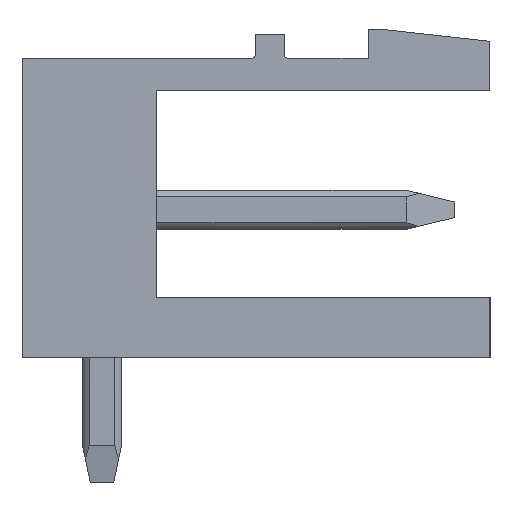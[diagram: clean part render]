
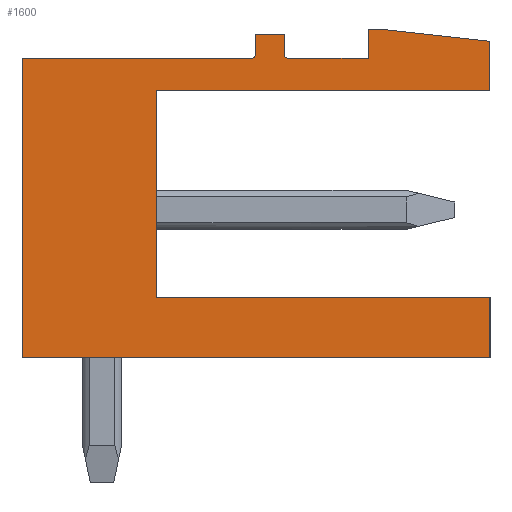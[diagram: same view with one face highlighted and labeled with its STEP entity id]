
A CAD part, left-side view. The second image highlights one B-rep face of the part: STEP entity #1600.
In plain terms, the highlighted planar face has unit normal (-1, 0, 0).
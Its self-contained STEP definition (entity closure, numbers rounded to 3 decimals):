
#380=AXIS2_PLACEMENT_3D('Circle Axis2P3D',#378,#379,$) ;
#511=AXIS2_PLACEMENT_3D('Circle Axis2P3D',#509,#510,$) ;
#1541=AXIS2_PLACEMENT_3D('Plane Axis2P3D',#1538,#1539,#1540) ;
#49=CARTESIAN_POINT('Vertex',(0.,2.8,11.63)) ;
#52=CARTESIAN_POINT('Line Origine',(0.,1.4,11.475)) ;
#56=CARTESIAN_POINT('Vertex',(0.,0.,11.32)) ;
#87=CARTESIAN_POINT('Vertex',(0.,3.12,11.63)) ;
#90=CARTESIAN_POINT('Line Origine',(0.,2.96,11.63)) ;
#314=CARTESIAN_POINT('Vertex',(0.,3.12,10.88)) ;
#317=CARTESIAN_POINT('Line Origine',(0.,3.12,11.255)) ;
#375=CARTESIAN_POINT('Vertex',(0.,5.27,10.98)) ;
#378=CARTESIAN_POINT('Axis2P3D Location',(0.,5.17,10.98)) ;
#382=CARTESIAN_POINT('Vertex',(0.,5.17,10.88)) ;
#413=CARTESIAN_POINT('Vertex',(0.,5.27,11.5)) ;
#416=CARTESIAN_POINT('Line Origine',(0.,5.27,11.24)) ;
#444=CARTESIAN_POINT('Vertex',(0.,6.02,11.5)) ;
#447=CARTESIAN_POINT('Line Origine',(0.,5.645,11.5)) ;
#475=CARTESIAN_POINT('Vertex',(0.,6.02,10.98)) ;
#478=CARTESIAN_POINT('Line Origine',(0.,6.02,11.24)) ;
#506=CARTESIAN_POINT('Vertex',(0.,6.12,10.88)) ;
#509=CARTESIAN_POINT('Axis2P3D Location',(0.,6.12,10.98)) ;
#537=CARTESIAN_POINT('Vertex',(0.,12.,10.88)) ;
#540=CARTESIAN_POINT('Line Origine',(0.,9.06,10.88)) ;
#568=CARTESIAN_POINT('Vertex',(0.,12.,3.2)) ;
#571=CARTESIAN_POINT('Line Origine',(0.,12.,7.04)) ;
#599=CARTESIAN_POINT('Vertex',(0.,0.,3.2)) ;
#602=CARTESIAN_POINT('Line Origine',(0.,6.,3.2)) ;
#1538=CARTESIAN_POINT('Axis2P3D Location',(0.,0.,0.)) ;
#1543=CARTESIAN_POINT('Line Origine',(0.,8.55,7.4)) ;
#1547=CARTESIAN_POINT('Vertex',(0.,8.55,4.74)) ;
#1549=CARTESIAN_POINT('Vertex',(0.,8.55,10.06)) ;
#1552=CARTESIAN_POINT('Line Origine',(0.,4.275,10.06)) ;
#1556=CARTESIAN_POINT('Vertex',(0.,0.,10.06)) ;
#1559=CARTESIAN_POINT('Line Origine',(0.,0.,10.69)) ;
#1564=CARTESIAN_POINT('Line Origine',(0.,4.145,10.88)) ;
#1569=CARTESIAN_POINT('Line Origine',(0.,0.,3.97)) ;
#1573=CARTESIAN_POINT('Vertex',(0.,0.,4.74)) ;
#1576=CARTESIAN_POINT('Line Origine',(0.,4.275,4.74)) ;
#53=DIRECTION('Vector Direction',(0.,0.994,0.11)) ;
#91=DIRECTION('Vector Direction',(0.,-1.,0.)) ;
#318=DIRECTION('Vector Direction',(0.,0.,-1.)) ;
#379=DIRECTION('Axis2P3D Direction',(-1.,0.,0.)) ;
#417=DIRECTION('Vector Direction',(0.,0.,-1.)) ;
#448=DIRECTION('Vector Direction',(0.,1.,0.)) ;
#479=DIRECTION('Vector Direction',(0.,0.,-1.)) ;
#510=DIRECTION('Axis2P3D Direction',(-1.,0.,0.)) ;
#541=DIRECTION('Vector Direction',(0.,1.,0.)) ;
#572=DIRECTION('Vector Direction',(0.,0.,-1.)) ;
#603=DIRECTION('Vector Direction',(0.,1.,0.)) ;
#1539=DIRECTION('Axis2P3D Direction',(-1.,0.,0.)) ;
#1540=DIRECTION('Axis2P3D XDirection',(0.,-1.,0.)) ;
#1544=DIRECTION('Vector Direction',(0.,0.,-1.)) ;
#1553=DIRECTION('Vector Direction',(0.,1.,0.)) ;
#1560=DIRECTION('Vector Direction',(0.,0.,1.)) ;
#1565=DIRECTION('Vector Direction',(0.,1.,0.)) ;
#1570=DIRECTION('Vector Direction',(0.,0.,-1.)) ;
#1577=DIRECTION('Vector Direction',(0.,-1.,0.)) ;
#54=VECTOR('Line Direction',#53,1.) ;
#92=VECTOR('Line Direction',#91,1.) ;
#319=VECTOR('Line Direction',#318,1.) ;
#418=VECTOR('Line Direction',#417,1.) ;
#449=VECTOR('Line Direction',#448,1.) ;
#480=VECTOR('Line Direction',#479,1.) ;
#542=VECTOR('Line Direction',#541,1.) ;
#573=VECTOR('Line Direction',#572,1.) ;
#604=VECTOR('Line Direction',#603,1.) ;
#1545=VECTOR('Line Direction',#1544,1.) ;
#1554=VECTOR('Line Direction',#1553,1.) ;
#1561=VECTOR('Line Direction',#1560,1.) ;
#1566=VECTOR('Line Direction',#1565,1.) ;
#1571=VECTOR('Line Direction',#1570,1.) ;
#1578=VECTOR('Line Direction',#1577,1.) ;
#1582=ORIENTED_EDGE('',*,*,#1551,.T.) ;
#1583=ORIENTED_EDGE('',*,*,#1558,.T.) ;
#1584=ORIENTED_EDGE('',*,*,#1563,.T.) ;
#1585=ORIENTED_EDGE('',*,*,#58,.T.) ;
#1586=ORIENTED_EDGE('',*,*,#94,.T.) ;
#1587=ORIENTED_EDGE('',*,*,#321,.T.) ;
#1588=ORIENTED_EDGE('',*,*,#1568,.T.) ;
#1589=ORIENTED_EDGE('',*,*,#384,.T.) ;
#1590=ORIENTED_EDGE('',*,*,#420,.T.) ;
#1591=ORIENTED_EDGE('',*,*,#451,.T.) ;
#1592=ORIENTED_EDGE('',*,*,#482,.T.) ;
#1593=ORIENTED_EDGE('',*,*,#513,.T.) ;
#1594=ORIENTED_EDGE('',*,*,#544,.T.) ;
#1595=ORIENTED_EDGE('',*,*,#575,.T.) ;
#1596=ORIENTED_EDGE('',*,*,#606,.T.) ;
#1597=ORIENTED_EDGE('',*,*,#1575,.T.) ;
#1598=ORIENTED_EDGE('',*,*,#1580,.T.) ;
#1600=ADVANCED_FACE('Housing',(#1599),#1542,.T.) ;
#381=CIRCLE('generated circle',#380,0.1) ;
#512=CIRCLE('generated circle',#511,0.1) ;
#58=EDGE_CURVE('',#57,#50,#55,.T.) ;
#94=EDGE_CURVE('',#50,#88,#93,.F.) ;
#321=EDGE_CURVE('',#88,#315,#320,.T.) ;
#384=EDGE_CURVE('',#383,#376,#381,.F.) ;
#420=EDGE_CURVE('',#376,#414,#419,.F.) ;
#451=EDGE_CURVE('',#414,#445,#450,.T.) ;
#482=EDGE_CURVE('',#445,#476,#481,.T.) ;
#513=EDGE_CURVE('',#476,#507,#512,.F.) ;
#544=EDGE_CURVE('',#507,#538,#543,.T.) ;
#575=EDGE_CURVE('',#538,#569,#574,.T.) ;
#606=EDGE_CURVE('',#569,#600,#605,.F.) ;
#1551=EDGE_CURVE('',#1548,#1550,#1546,.F.) ;
#1558=EDGE_CURVE('',#1550,#1557,#1555,.F.) ;
#1563=EDGE_CURVE('',#1557,#57,#1562,.T.) ;
#1568=EDGE_CURVE('',#315,#383,#1567,.T.) ;
#1575=EDGE_CURVE('',#600,#1574,#1572,.F.) ;
#1580=EDGE_CURVE('',#1574,#1548,#1579,.F.) ;
#1581=EDGE_LOOP('',(#1582,#1583,#1584,#1585,#1586,#1587,#1588,#1589,#1590,#1591,#1592,#1593,#1594,#1595,#1596,#1597,#1598)) ;
#1599=FACE_OUTER_BOUND('',#1581,.T.) ;
#55=LINE('Line',#52,#54) ;
#93=LINE('Line',#90,#92) ;
#320=LINE('Line',#317,#319) ;
#419=LINE('Line',#416,#418) ;
#450=LINE('Line',#447,#449) ;
#481=LINE('Line',#478,#480) ;
#543=LINE('Line',#540,#542) ;
#574=LINE('Line',#571,#573) ;
#605=LINE('Line',#602,#604) ;
#1546=LINE('Line',#1543,#1545) ;
#1555=LINE('Line',#1552,#1554) ;
#1562=LINE('Line',#1559,#1561) ;
#1567=LINE('Line',#1564,#1566) ;
#1572=LINE('Line',#1569,#1571) ;
#1579=LINE('Line',#1576,#1578) ;
#1542=PLANE('',#1541) ;
#50=VERTEX_POINT('',#49) ;
#57=VERTEX_POINT('',#56) ;
#88=VERTEX_POINT('',#87) ;
#315=VERTEX_POINT('',#314) ;
#376=VERTEX_POINT('',#375) ;
#383=VERTEX_POINT('',#382) ;
#414=VERTEX_POINT('',#413) ;
#445=VERTEX_POINT('',#444) ;
#476=VERTEX_POINT('',#475) ;
#507=VERTEX_POINT('',#506) ;
#538=VERTEX_POINT('',#537) ;
#569=VERTEX_POINT('',#568) ;
#600=VERTEX_POINT('',#599) ;
#1548=VERTEX_POINT('',#1547) ;
#1550=VERTEX_POINT('',#1549) ;
#1557=VERTEX_POINT('',#1556) ;
#1574=VERTEX_POINT('',#1573) ;
